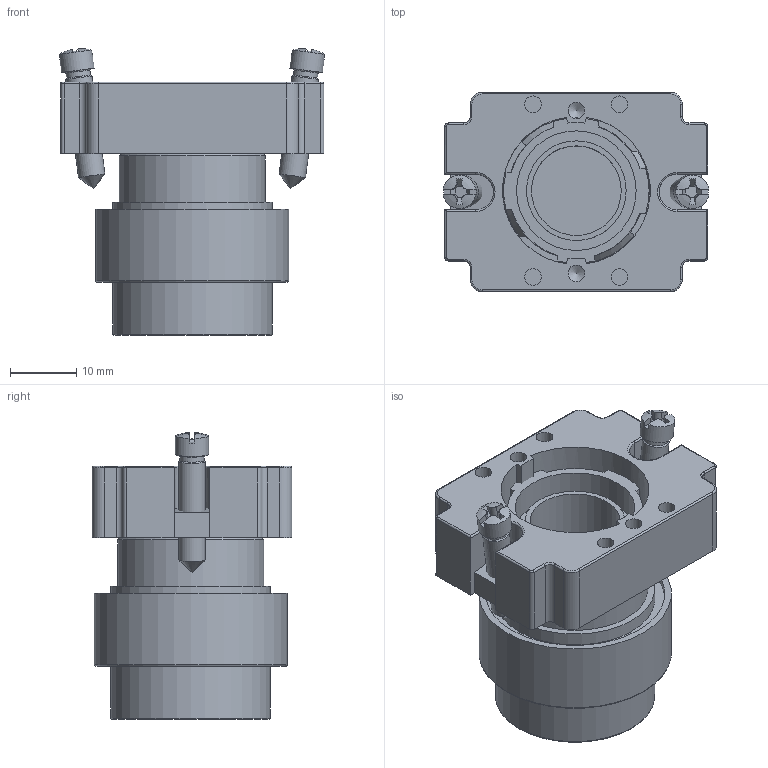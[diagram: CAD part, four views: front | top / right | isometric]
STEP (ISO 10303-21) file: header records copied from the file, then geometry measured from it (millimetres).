
FILE_DESCRIPTION(/* description */ (''),/* implementation_level */ '2;1');
FILE_NAME(/* name */ '2APX.stp',/* time_stamp */ '2016-07-15T10:39:09-04:00',/* author */ ('CAD Station'),/* organization */ (''),/* preprocessor_version */ 'ST-DEVELOPER v16.1',/* originating_system */ 'Autodesk Inventor 2016',/* authorisation */ '');
FILE_SCHEMA (('AUTOMOTIVE_DESIGN { 1 0 10303 214 3 1 1 }'));
Length unit declared in the file: millimetre
Products named in the file (7): 2BRK; DIN 7985 (Z) M4x18-Z; 2BRK_1; 2APx; rubber_gasket; 2APx_1; 2APx_mounting_bracket
Assembly tree (7 placements, depth 3):
  2APx_mounting_bracket
    2BRK_1
      2BRK
      DIN 7985 (Z) M4x18-Z  x2
    2APx_1
      2APx
      rubber_gasket
Bounding box: 39.97 x 30 x 43.15 mm (x, y, z)
Volume: 16754 mm3; surface area: 13498.1 mm2
Topology: 5 solids, 5 shells, 264 faces, 679 edges, 438 vertices
Faces by surface type: plane 136, cylinder 97, torus 14, cone 9, bspline 4, sphere 4
Full cylindrical faces by diameter (mm): 2.5 x6, 3 x2, 3.65 x2, 4 x2, 5 x2, 13.5 x1, 15 x1, 18 x1, 20.3 x1, 22 x2, 22.25 x1, 24 x2, 24.25 x1, 24.8 x1, 27 x1, 29 x1
Entity records: 7273 total; most frequent: CARTESIAN_POINT 1333, DIRECTION 1276, ORIENTED_EDGE 1122, EDGE_CURVE 561, AXIS2_PLACEMENT_3D 481, VERTEX_POINT 379, LINE 314, VECTOR 314
